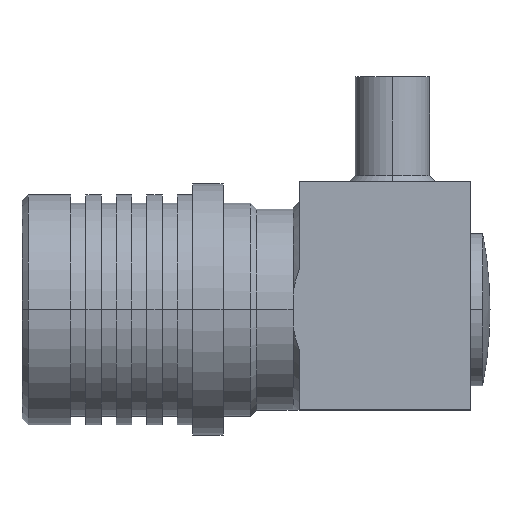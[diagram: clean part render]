
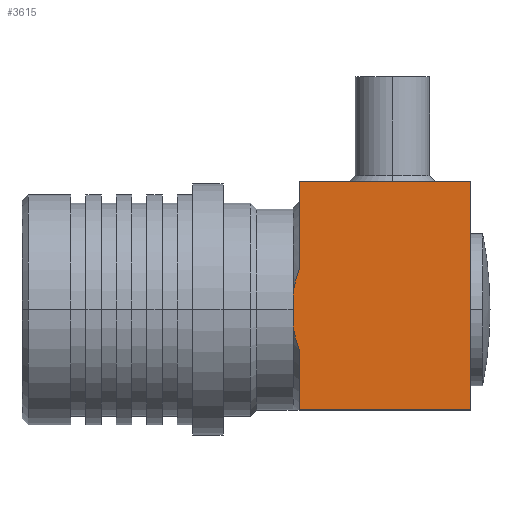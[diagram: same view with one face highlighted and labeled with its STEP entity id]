
A CAD part, top view. The second image highlights one B-rep face of the part: STEP entity #3615.
In plain terms, the highlighted planar face has unit normal (0, 0, 1).
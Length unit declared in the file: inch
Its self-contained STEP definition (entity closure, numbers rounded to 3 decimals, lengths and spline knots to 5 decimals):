
#71 = EDGE_CURVE ( 'NONE', #2510, #935, #3575, .T. ) ;
#106 = CARTESIAN_POINT ( 'NONE',  ( 0.14475, 0.21, 0.165 ) ) ;
#127 = LINE ( 'NONE', #969, #365 ) ;
#194 = CARTESIAN_POINT ( 'NONE',  ( 0.14033, -0.05344, 0.165 ) ) ;
#200 = ORIENTED_EDGE ( 'NONE', *, *, #1355, .T. ) ;
#223 = ORIENTED_EDGE ( 'NONE', *, *, #1308, .F. ) ;
#226 = EDGE_CURVE ( 'NONE', #2462, #2892, #398, .T. ) ;
#350 = CARTESIAN_POINT ( 'NONE',  ( 0.14475, 0.06543, 0.165 ) ) ;
#365 = VECTOR ( 'NONE', #1586, 39.37008 ) ;
#398 = LINE ( 'NONE', #3665, #2663 ) ;
#434 = CARTESIAN_POINT ( 'NONE',  ( 0.14475, -0.165, 0.165 ) ) ;
#441 = EDGE_CURVE ( 'NONE', #2462, #596, #127, .T. ) ;
#454 = EDGE_CURVE ( 'NONE', #596, #559, #3567, .T. ) ;
#493 = CARTESIAN_POINT ( 'NONE',  ( 0.13475, 0.21, 0.165 ) ) ;
#543 = CARTESIAN_POINT ( 'NONE',  ( 0.14475, 0.06543, 0.165 ) ) ;
#556 = ORIENTED_EDGE ( 'NONE', *, *, #226, .T. ) ;
#559 = VERTEX_POINT ( 'NONE', #2849 ) ;
#596 = VERTEX_POINT ( 'NONE', #1776 ) ;
#660 = CARTESIAN_POINT ( 'NONE',  ( 0.14475, -0.165, 0.165 ) ) ;
#796 = CARTESIAN_POINT ( 'NONE',  ( 1.66127, -0.165, 0.165 ) ) ;
#813 = ORIENTED_EDGE ( 'NONE', *, *, #441, .F. ) ;
#935 = VERTEX_POINT ( 'NONE', #2863 ) ;
#955 = CARTESIAN_POINT ( 'NONE',  ( 0.13475, -0.02883, 0.165 ) ) ;
#969 = CARTESIAN_POINT ( 'NONE',  ( 0.42575, -0.165, 0.165 ) ) ;
#1075 = EDGE_CURVE ( 'NONE', #2892, #2158, #3505, .T. ) ;
#1091 = DIRECTION ( 'NONE',  ( -1., 0., 0. ) ) ;
#1114 = B_SPLINE_CURVE_WITH_KNOTS ( 'NONE', 3,
 ( #543, #3702, #1414, #2525 ),
 .UNSPECIFIED., .F., .F.,
 ( 4, 4 ),
 ( 0., 0.00096 ),
 .UNSPECIFIED. ) ;
#1127 = VECTOR ( 'NONE', #1972, 39.37008 ) ;
#1182 = VERTEX_POINT ( 'NONE', #2416 ) ;
#1259 = AXIS2_PLACEMENT_3D ( 'NONE', #796, #2509, #2860 ) ;
#1308 = EDGE_CURVE ( 'NONE', #935, #1182, #3428, .T. ) ;
#1313 = DIRECTION ( 'NONE',  ( -1., 0., 0. ) ) ;
#1328 = VECTOR ( 'NONE', #1313, 39.37008 ) ;
#1337 = EDGE_CURVE ( 'NONE', #2510, #3297, #3317, .T. ) ;
#1355 = EDGE_CURVE ( 'NONE', #2158, #1182, #1114, .T. ) ;
#1377 = PLANE ( 'NONE',  #1259 ) ;
#1414 = CARTESIAN_POINT ( 'NONE',  ( 0.13689, 0.04126, 0.165 ) ) ;
#1489 = CARTESIAN_POINT ( 'NONE',  ( 0.13475, 0.21, 0.165 ) ) ;
#1586 = DIRECTION ( 'NONE',  ( 0., -1., 0. ) ) ;
#1592 = LINE ( 'NONE', #434, #3258 ) ;
#1612 = DIRECTION ( 'NONE',  ( 0., -1., 0. ) ) ;
#1634 = CARTESIAN_POINT ( 'NONE',  ( 0.13689, -0.04126, 0.165 ) ) ;
#1653 = FACE_OUTER_BOUND ( 'NONE', #3448, .T. ) ;
#1776 = CARTESIAN_POINT ( 'NONE',  ( 0.42575, -0.165, 0.165 ) ) ;
#1848 = DIRECTION ( 'NONE',  ( 0., 1., 0. ) ) ;
#1910 = ORIENTED_EDGE ( 'NONE', *, *, #454, .F. ) ;
#1911 = EDGE_CURVE ( 'NONE', #3297, #559, #1592, .T. ) ;
#1938 = CARTESIAN_POINT ( 'NONE',  ( 0.14475, -0.06543, 0.165 ) ) ;
#1972 = DIRECTION ( 'NONE',  ( 0., 1., 0. ) ) ;
#2033 = DIRECTION ( 'NONE',  ( 0., -1., 0. ) ) ;
#2158 = VERTEX_POINT ( 'NONE', #350 ) ;
#2385 = CARTESIAN_POINT ( 'NONE',  ( 0.42575, 0.21, 0.165 ) ) ;
#2416 = CARTESIAN_POINT ( 'NONE',  ( 0.13475, 0.02883, 0.165 ) ) ;
#2462 = VERTEX_POINT ( 'NONE', #2385 ) ;
#2509 = DIRECTION ( 'NONE',  ( 0., 0., -1. ) ) ;
#2510 = VERTEX_POINT ( 'NONE', #955 ) ;
#2524 = VECTOR ( 'NONE', #1848, 39.37008 ) ;
#2525 = CARTESIAN_POINT ( 'NONE',  ( 0.13475, 0.02883, 0.165 ) ) ;
#2663 = VECTOR ( 'NONE', #1091, 39.37008 ) ;
#2742 = CARTESIAN_POINT ( 'NONE',  ( 1.66127, -0.165, 0.165 ) ) ;
#2849 = CARTESIAN_POINT ( 'NONE',  ( 0.14475, -0.165, 0.165 ) ) ;
#2860 = DIRECTION ( 'NONE',  ( 0., 1., 0. ) ) ;
#2863 = CARTESIAN_POINT ( 'NONE',  ( 0.13475, 0., 0.165 ) ) ;
#2869 = VECTOR ( 'NONE', #2033, 39.37008 ) ;
#2892 = VERTEX_POINT ( 'NONE', #106 ) ;
#3244 = ORIENTED_EDGE ( 'NONE', *, *, #1075, .T. ) ;
#3258 = VECTOR ( 'NONE', #1612, 39.37008 ) ;
#3297 = VERTEX_POINT ( 'NONE', #3508 ) ;
#3317 = B_SPLINE_CURVE_WITH_KNOTS ( 'NONE', 3,
 ( #3370, #1634, #194, #1938 ),
 .UNSPECIFIED., .F., .F.,
 ( 4, 4 ),
 ( 0.00243, 0.00339 ),
 .UNSPECIFIED. ) ;
#3370 = CARTESIAN_POINT ( 'NONE',  ( 0.13475, -0.02883, 0.165 ) ) ;
#3428 = LINE ( 'NONE', #493, #1127 ) ;
#3434 = ORIENTED_EDGE ( 'NONE', *, *, #1911, .T. ) ;
#3448 = EDGE_LOOP ( 'NONE', ( #813, #556, #3244, #200, #223, #3532, #3544, #3434, #1910 ) ) ;
#3505 = LINE ( 'NONE', #660, #2869 ) ;
#3508 = CARTESIAN_POINT ( 'NONE',  ( 0.14475, -0.06543, 0.165 ) ) ;
#3532 = ORIENTED_EDGE ( 'NONE', *, *, #71, .F. ) ;
#3544 = ORIENTED_EDGE ( 'NONE', *, *, #1337, .T. ) ;
#3567 = LINE ( 'NONE', #2742, #1328 ) ;
#3575 = LINE ( 'NONE', #1489, #2524 ) ;
#3615 = ADVANCED_FACE ( 'NONE', ( #1653 ), #1377, .F. ) ;
#3665 = CARTESIAN_POINT ( 'NONE',  ( 1.66127, 0.21, 0.165 ) ) ;
#3702 = CARTESIAN_POINT ( 'NONE',  ( 0.14033, 0.05344, 0.165 ) ) ;
